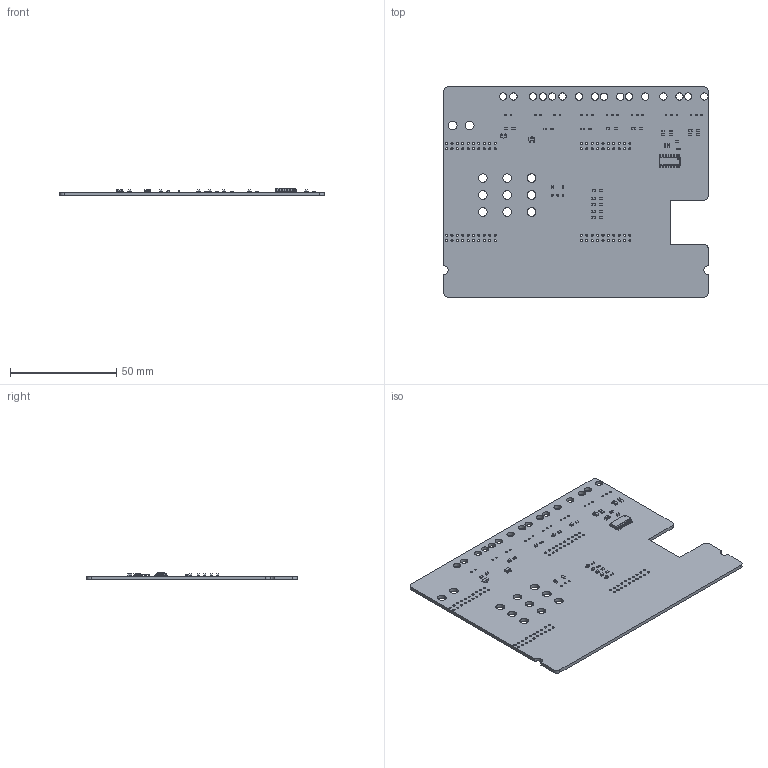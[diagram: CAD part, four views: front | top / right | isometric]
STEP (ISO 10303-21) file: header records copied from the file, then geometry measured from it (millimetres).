
FILE_DESCRIPTION(('KiCad electronic assembly'),'2;1');
FILE_NAME('0.1.stp','2018-12-21T14:54:17',('An Author'),('A Company'), 'Open CASCADE STEP processor 6.8','KiCad to STEP converter','Unknown' );
FILE_SCHEMA(('AUTOMOTIVE_DESIGN_CC2 { 1 2 10303 214 -1 1 5 4 }'));
Length unit declared in the file: millimetre
Products named in the file (12): Open CASCADE STEP translator 6.8 1; LED_0603_1608Metric; SOLID; SOIC-16_3.9x9.9mm_Pitch1.27mm; C_0603_1608Metric; SOT-23; R_0603_1608Metric; COMPOUND
Assembly tree (43 placements, depth 3):
  Open CASCADE STEP translator 6.8 1
    LED_0603_1608Metric  x14
      SOLID
    SOIC-16_3.9x9.9mm_Pitch1.27mm
      SOLID
    C_0603_1608Metric  x6
      SOLID
    SOT-23  x2
      SOLID
    R_0603_1608Metric  x14
      SOLID
    COMPOUND
Bounding box: 124.46 x 99.06 x 3.4 mm (x, y, z)
Volume: 18617.6 mm3; surface area: 25307.5 mm2
Topology: 38 solids, 42 shells, 1817 faces, 4790 edges, 3080 vertices
Faces by surface type: plane 1197, cylinder 526, bspline 94
Full cylindrical faces by diameter (mm): 0.6 x1, 0.762 x21, 0.889 x3, 1 x80, 3.45 x16, 4.06 x11
Entity records: 59598 total; most frequent: CARTESIAN_POINT 24417, DIRECTION 5493, ORIENTED_EDGE 3298, PCURVE 3290, DEFINITIONAL_REPRESENTATION 3290, LINE 3223, VECTOR 3223, EDGE_CURVE 1645
